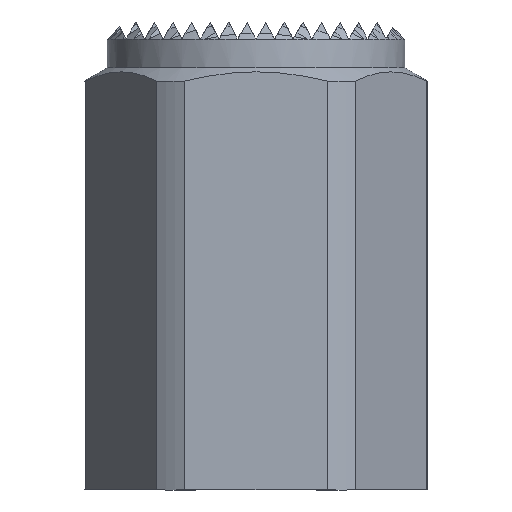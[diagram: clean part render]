
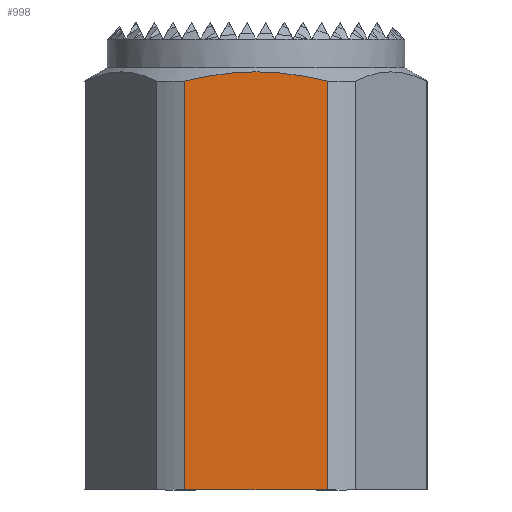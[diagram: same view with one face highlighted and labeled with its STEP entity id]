
A CAD part, left-side view. The second image highlights one B-rep face of the part: STEP entity #998.
In plain terms, the highlighted planar face has unit normal (-1, 0, 0).
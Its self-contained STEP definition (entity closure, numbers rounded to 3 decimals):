
#998=ADVANCED_FACE('',(#2915),#2916,.T.);
#2915=FACE_OUTER_BOUND('',#5747,.T.);
#2916=PLANE('',#5748);
#5747=EDGE_LOOP('',(#8700,#8701,#8702,#8703));
#5748=AXIS2_PLACEMENT_3D('',#8704,#8705,#8706);
#8700=ORIENTED_EDGE('',*,*,#15464,.F.);
#8701=ORIENTED_EDGE('',*,*,#15485,.F.);
#8702=ORIENTED_EDGE('',*,*,#15458,.F.);
#8703=ORIENTED_EDGE('',*,*,#15421,.T.);
#8704=CARTESIAN_POINT('',(-9.959,-5.75,0.));
#8705=DIRECTION('',(-1.0,0.0,0.));
#8706=DIRECTION('',(0.,0.0,1.0));
#15421=EDGE_CURVE('',#17948,#17946,#17949,.T.);
#15458=EDGE_CURVE('',#17948,#18006,#18007,.T.);
#15464=EDGE_CURVE('',#18014,#17946,#18016,.T.);
#15485=EDGE_CURVE('',#18006,#18014,#18044,.T.);
#17946=VERTEX_POINT('',#21053);
#17948=VERTEX_POINT('',#21055);
#17949=(B_SPLINE_CURVE(2,(#21057,#21058,#21059),.UNSPECIFIED.,.F.,.F.)B_SPLINE_CURVE_WITH_KNOTS((3,3),(0.0,11.645),.UNSPECIFIED.)RATIONAL_B_SPLINE_CURVE((1.0,1.155,1.0))BOUNDED_CURVE()REPRESENTATION_ITEM('')GEOMETRIC_REPRESENTATION_ITEM()CURVE());
#18006=VERTEX_POINT('',#21179);
#18007=LINE('',#21180,#21181);
#18014=VERTEX_POINT('',#21190);
#18016=LINE('',#21192,#21193);
#18044=LINE('',#21239,#21240);
#21053=CARTESIAN_POINT('',(-9.959,4.551,26.139));
#21055=CARTESIAN_POINT('',(-9.959,-4.551,26.139));
#21057=CARTESIAN_POINT('',(-9.959,-5.75,25.813));
#21058=CARTESIAN_POINT('',(-9.959,0.,27.52));
#21059=CARTESIAN_POINT('',(-9.959,5.75,25.813));
#21179=CARTESIAN_POINT('',(-9.959,-4.551,0.0));
#21180=CARTESIAN_POINT('',(-9.959,-4.551,13.76));
#21181=VECTOR('',#27429,1.0);
#21190=CARTESIAN_POINT('',(-9.959,4.551,0.0));
#21192=CARTESIAN_POINT('',(-9.959,4.551,13.76));
#21193=VECTOR('',#27438,1.0);
#21239=CARTESIAN_POINT('',(-9.959,-5.75,0.));
#21240=VECTOR('',#27463,1.0);
#27429=DIRECTION('',(-0.0,-0.0,-1.0));
#27438=DIRECTION('',(0.0,0.0,1.0));
#27463=DIRECTION('',(0.,1.0,0.));
